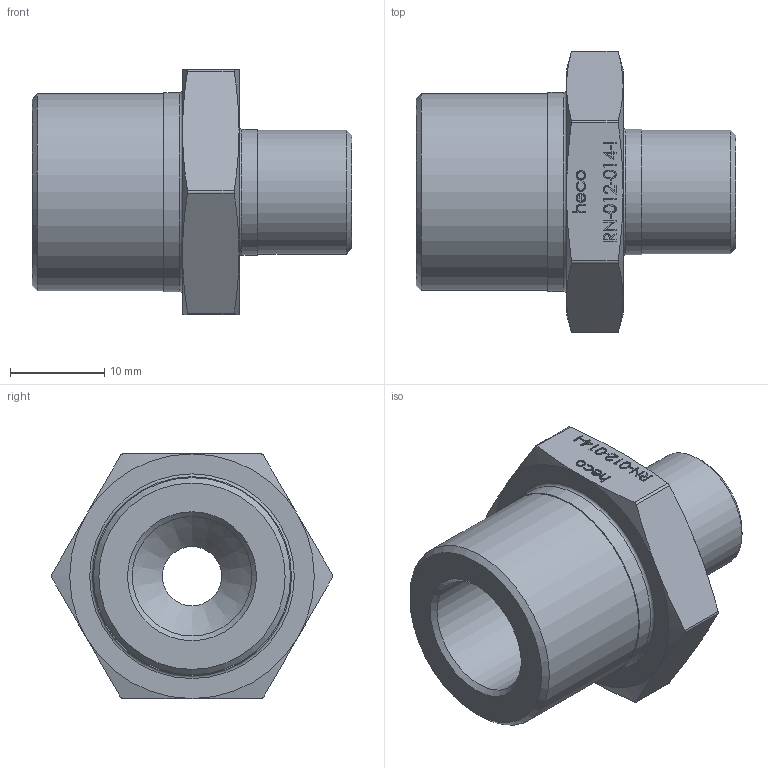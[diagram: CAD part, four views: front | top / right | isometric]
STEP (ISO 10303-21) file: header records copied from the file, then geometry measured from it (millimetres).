
FILE_DESCRIPTION (( 'STEP AP214' ), '1' );
FILE_NAME ('heco_RN-012-014-I.STEP', '2016-07-04T10:05:14', ( '' ), ( '' ), 'SwSTEP 2.0', 'SolidWorks 2011', '' );
FILE_SCHEMA (( 'AUTOMOTIVE_DESIGN' ));
Length unit declared in the file: millimetre
Products named in the file (1): heco_RN-012-014-I
Bounding box: 34 x 29.93 x 26.05 mm (x, y, z)
Volume: 7785.8 mm3; surface area: 4105.5 mm2
Topology: 1 solids, 1 shells, 210 faces, 528 edges, 346 vertices
Faces by surface type: plane 115, bspline 64, cone 17, cylinder 12, torus 2
Full cylindrical faces by diameter (mm): 6.3 x1, 12.7 x1, 13.157 x1, 13.357 x1, 20.955 x1, 21.155 x1
Entity records: 11707 total; most frequent: CARTESIAN_POINT 5424, ORIENTED_EDGE 1026, DIRECTION 673, EDGE_CURVE 513, VERTEX_POINT 344, LINE 319, VECTOR 319, EDGE_LOOP 251
